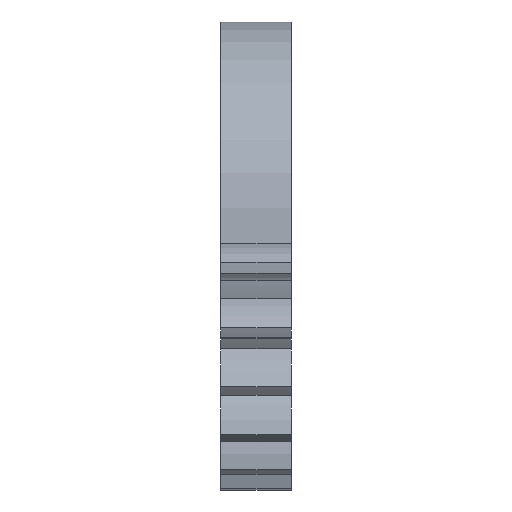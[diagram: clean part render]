
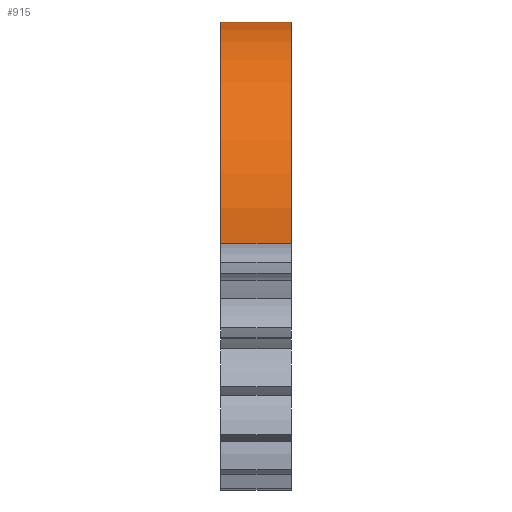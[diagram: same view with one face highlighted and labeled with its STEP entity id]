
A CAD part, left-side view. The second image highlights one B-rep face of the part: STEP entity #915.
In plain terms, the highlighted cylindrical face has radius 12.093 mm (diameter 24.185 mm), a partial arc.
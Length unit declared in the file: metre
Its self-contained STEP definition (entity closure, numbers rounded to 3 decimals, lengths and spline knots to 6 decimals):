
#20=CIRCLE('',#980,0.012093);
#21=CIRCLE('',#981,0.012093);
#114=CYLINDRICAL_SURFACE('',#979,0.012093);
#165=ORIENTED_EDGE('',*,*,#455,.T.);
#166=ORIENTED_EDGE('',*,*,#454,.T.);
#167=ORIENTED_EDGE('',*,*,#456,.F.);
#168=ORIENTED_EDGE('',*,*,#457,.T.);
#454=EDGE_CURVE('',#596,#599,#697,.T.);
#455=EDGE_CURVE('',#600,#596,#20,.T.);
#456=EDGE_CURVE('',#601,#599,#21,.T.);
#457=EDGE_CURVE('',#601,#600,#698,.T.);
#596=VERTEX_POINT('',#1469);
#599=VERTEX_POINT('',#1474);
#600=VERTEX_POINT('',#1478);
#601=VERTEX_POINT('',#1480);
#697=LINE('',#1475,#748);
#698=LINE('',#1481,#749);
#748=VECTOR('',#1130,1.);
#749=VECTOR('',#1137,1.);
#797=EDGE_LOOP('',(#165,#166,#167,#168));
#854=FACE_BOUND('',#797,.T.);
#915=ADVANCED_FACE('',(#854),#114,.T.);
#979=AXIS2_PLACEMENT_3D('',#1476,#1131,#1132);
#980=AXIS2_PLACEMENT_3D('',#1477,#1133,#1134);
#981=AXIS2_PLACEMENT_3D('',#1479,#1135,#1136);
#1130=DIRECTION('',(0.,1.,0.));
#1131=DIRECTION('',(0.,-1.,0.));
#1132=DIRECTION('',(0.,0.,-1.));
#1133=DIRECTION('',(0.,1.,0.));
#1134=DIRECTION('',(0.,0.,1.));
#1135=DIRECTION('',(0.,1.,0.));
#1136=DIRECTION('',(0.,0.,1.));
#1137=DIRECTION('',(0.,-1.,0.));
#1469=CARTESIAN_POINT('',(0.001306,0.,0.004));
#1474=CARTESIAN_POINT('',(0.001306,0.004,0.004));
#1475=CARTESIAN_POINT('',(0.001306,0.004,0.004));
#1476=CARTESIAN_POINT('',(-0.010106,0.004,0.));
#1477=CARTESIAN_POINT('',(-0.010106,0.,0.));
#1478=CARTESIAN_POINT('',(-0.022187,0.,-0.000543));
#1479=CARTESIAN_POINT('',(-0.010106,0.004,0.));
#1480=CARTESIAN_POINT('',(-0.022187,0.004,-0.000543));
#1481=CARTESIAN_POINT('',(-0.022187,0.,-0.000543));
